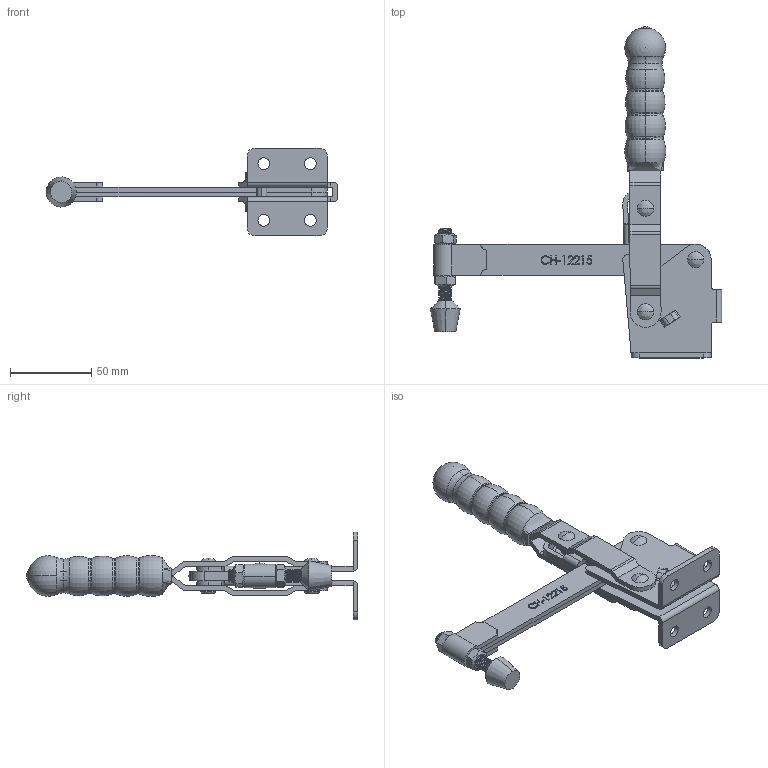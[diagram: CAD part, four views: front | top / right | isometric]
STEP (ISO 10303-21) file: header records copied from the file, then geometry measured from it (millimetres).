
FILE_DESCRIPTION (( 'STEP AP203' ), '1' );
FILE_NAME ('CH-12215.STEP', '2017-11-09T01:50:30', ( 'Windows' ), ( 'Microsoft' ), 'SwSTEP 2.0', 'SolidWorks 2015', '' );
FILE_SCHEMA (( 'CONFIG_CONTROL_DESIGN' ));
Length unit declared in the file: millimetre
Products named in the file (10): CH-12205-01 FLANGED BASE; CH-12205-03 STRAIGHT HANDLE; CH-12205-07; CH-12205-04 CONNECTING-PIATE; CH-FC-56212 SPINDLE SUPPLIED; CH-12205-06; CH-FC-56212 Nut; CH-12215-02_默认<按加工>; CH-12205綵竄忒參杶; CH-12215
Assembly tree (12 placements, depth 2):
  CH-12215
    CH-12205-01 FLANGED BASE
    CH-12205-03 STRAIGHT HANDLE
    CH-12205-04 CONNECTING-PIATE
    CH-12205-06  x2
    CH-12205-07  x2
    CH-FC-56212 SPINDLE SUPPLIED
    CH-FC-56212 Nut  x2
    CH-12215-02_默认<按加工>
    CH-12205綵竄忒參杶
Bounding box: 178.98 x 203.77 x 54 mm (x, y, z)
Volume: 106468.1 mm3; surface area: 73935.4 mm2
Topology: 15 solids, 15 shells, 543 faces, 1452 edges, 938 vertices
Faces by surface type: cylinder 212, plane 193, bspline 51, torus 48, cone 37, sphere 2
Entity records: 21972 total; most frequent: CARTESIAN_POINT 9217, ORIENTED_EDGE 2570, DIRECTION 2276, EDGE_CURVE 1285, VERTEX_POINT 843, AXIS2_PLACEMENT_3D 808, LINE 660, VECTOR 660
